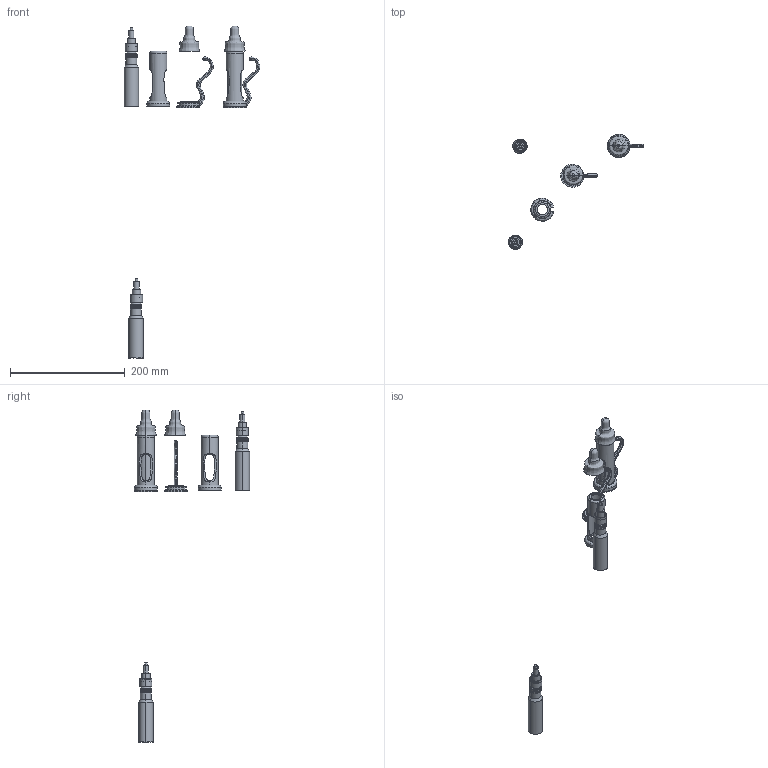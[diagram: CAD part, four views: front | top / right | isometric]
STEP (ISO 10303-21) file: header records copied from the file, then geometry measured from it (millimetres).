
FILE_DESCRIPTION(/* description */ (''),/* implementation_level */ '2;1');
FILE_NAME(/* name */ 'STEE390',/* time_stamp */ '2023-06-14T06:57:18+08:00',/* author */ (''),/* organization */ (''),/* preprocessor_version */ 'ST-DEVELOPER v16.5',/* originating_system */ '',/* authorisation */ '');
FILE_SCHEMA (('CONFIG_CONTROL_DESIGN'));
Length unit declared in the file: millimetre
Products named in the file (1): Document
Bounding box: 236.17 x 200.5 x 578 mm (x, y, z)
Volume: 224221.5 mm3; surface area: 99098.8 mm2
Topology: 35 solids, 35 shells, 572 faces, 1284 edges, 838 vertices
Faces by surface type: plane 412, cylinder 116, bspline 44
Entity records: 20032 total; most frequent: CARTESIAN_POINT 10958, ORIENTED_EDGE 2560, EDGE_CURVE 1280, VERTEX_POINT 838, B_SPLINE_CURVE_WITH_KNOTS 816, EDGE_LOOP 644, ADVANCED_FACE 572, FACE_OUTER_BOUND 572
